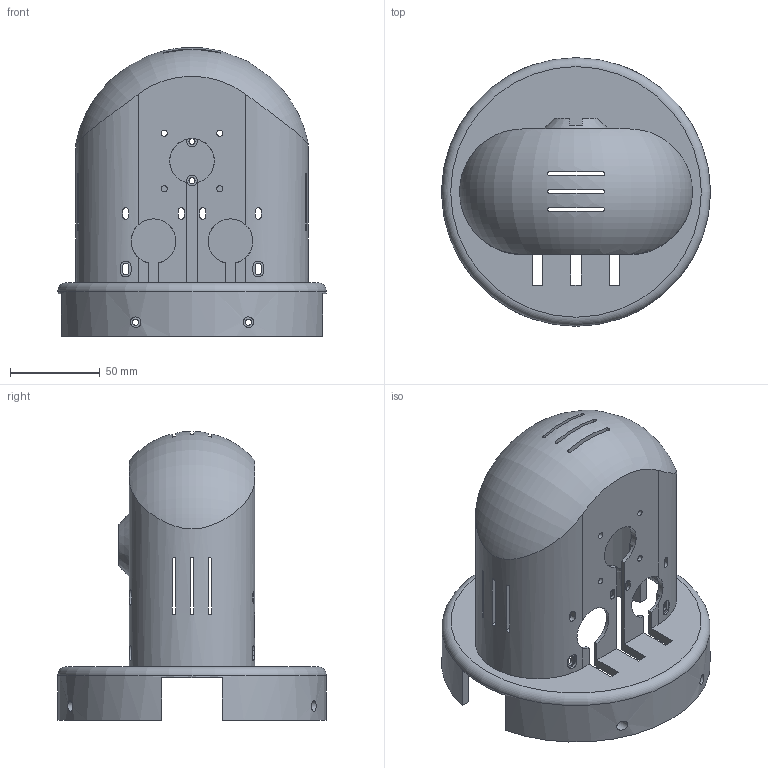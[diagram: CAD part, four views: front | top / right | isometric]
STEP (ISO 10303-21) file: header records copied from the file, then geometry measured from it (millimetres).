
FILE_DESCRIPTION(('FreeCAD Model'),'2;1');
FILE_NAME('Art1Body.step', '2017-01-10T09:00:24',('Author'),(''), 'Open CASCADE STEP processor 6.8','FreeCAD','Unknown');
FILE_SCHEMA(('AUTOMOTIVE_DESIGN_CC2 { 1 2 10303 214 -1 1 5 4 }'));
Length unit declared in the file: millimetre
Products named in the file (2): ASSEMBLY; Art1Body
Assembly tree (1 placements, depth 2):
  ASSEMBLY
    Art1Body
Bounding box: 150 x 150 x 161.42 mm (x, y, z)
Volume: 298826.6 mm3; surface area: 129418.8 mm2
Topology: 1 solids, 1 shells, 281 faces, 849 edges, 581 vertices
Faces by surface type: plane 170, cylinder 105, torus 3, revolution 1, cone 1, offset 1
Full cylindrical faces by diameter (mm): 3.4 x12, 5.9 x4, 16.4 x1, 150 x1
Entity records: 47174 total; most frequent: CARTESIAN_POINT 31659, DIRECTION 2414, ORIENTED_EDGE 1698, PCURVE 1698, DEFINITIONAL_REPRESENTATION 1698, LINE 1352, VECTOR 1352, EDGE_CURVE 849
